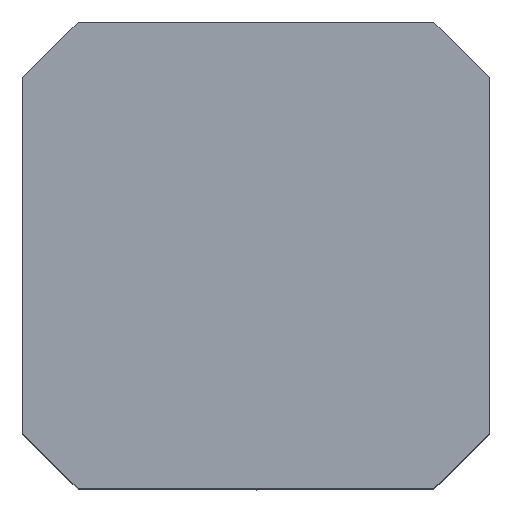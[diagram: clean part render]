
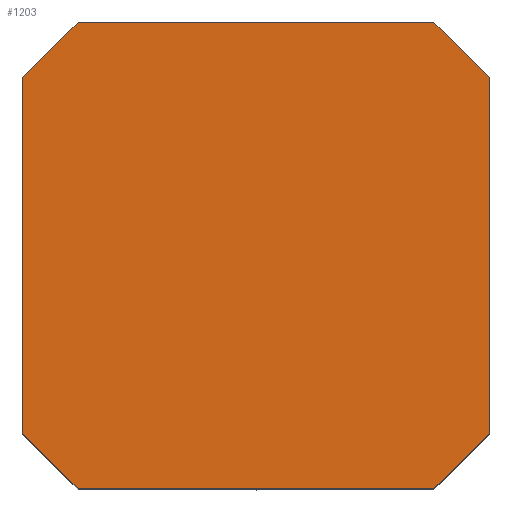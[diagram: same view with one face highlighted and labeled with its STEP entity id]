
A CAD part, top view. The second image highlights one B-rep face of the part: STEP entity #1203.
In plain terms, the highlighted planar face has unit normal (0, 0, 1).
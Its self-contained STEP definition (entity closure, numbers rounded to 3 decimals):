
#34 = VECTOR ( 'NONE', #1307, 1000. ) ;
#60 = ORIENTED_EDGE ( 'NONE', *, *, #381, .T. ) ;
#62 = CARTESIAN_POINT ( 'NONE',  ( 18.65, -18.65, 48. ) ) ;
#68 = CARTESIAN_POINT ( 'NONE',  ( 21.15, 21.15, 48. ) ) ;
#93 = VECTOR ( 'NONE', #301, 1000. ) ;
#115 = EDGE_CURVE ( 'NONE', #375, #1087, #986, .T. ) ;
#118 = FACE_OUTER_BOUND ( 'NONE', #439, .T. ) ;
#203 = ORIENTED_EDGE ( 'NONE', *, *, #876, .T. ) ;
#217 = ORIENTED_EDGE ( 'NONE', *, *, #960, .T. ) ;
#219 = EDGE_CURVE ( 'NONE', #883, #1258, #325, .T. ) ;
#227 = VECTOR ( 'NONE', #621, 1000. ) ;
#276 = CARTESIAN_POINT ( 'NONE',  ( 18.65, 18.65, 48. ) ) ;
#277 = EDGE_CURVE ( 'NONE', #322, #883, #403, .T. ) ;
#281 = CARTESIAN_POINT ( 'NONE',  ( -21.15, -21.15, 48. ) ) ;
#293 = CARTESIAN_POINT ( 'NONE',  ( 0., 0., 48. ) ) ;
#301 = DIRECTION ( 'NONE',  ( 0., -1., 0. ) ) ;
#306 = CARTESIAN_POINT ( 'NONE',  ( -16.15, 21.15, 48. ) ) ;
#322 = VERTEX_POINT ( 'NONE', #306 ) ;
#323 = DIRECTION ( 'NONE',  ( 0.707, -0.707, 0. ) ) ;
#325 = LINE ( 'NONE', #730, #93 ) ;
#326 = CARTESIAN_POINT ( 'NONE',  ( -21.15, -16.15, 48. ) ) ;
#369 = VECTOR ( 'NONE', #548, 1000. ) ;
#375 = VERTEX_POINT ( 'NONE', #632 ) ;
#381 = EDGE_CURVE ( 'NONE', #1249, #404, #1178, .T. ) ;
#403 = LINE ( 'NONE', #601, #1044 ) ;
#404 = VERTEX_POINT ( 'NONE', #1074 ) ;
#406 = CARTESIAN_POINT ( 'NONE',  ( -21.15, 21.15, 48. ) ) ;
#407 = EDGE_CURVE ( 'NONE', #1087, #1249, #735, .T. ) ;
#439 = EDGE_LOOP ( 'NONE', ( #582, #203, #1136, #866, #60, #1168, #217, #1224 ) ) ;
#467 = VERTEX_POINT ( 'NONE', #1287 ) ;
#500 = LINE ( 'NONE', #276, #840 ) ;
#508 = DIRECTION ( 'NONE',  ( -0.707, 0.707, 0. ) ) ;
#515 = DIRECTION ( 'NONE',  ( 1., 0., 0. ) ) ;
#528 = DIRECTION ( 'NONE',  ( -0.707, -0.707, 0. ) ) ;
#548 = DIRECTION ( 'NONE',  ( 0.707, 0.707, 0. ) ) ;
#551 = AXIS2_PLACEMENT_3D ( 'NONE', #293, #700, #515 ) ;
#582 = ORIENTED_EDGE ( 'NONE', *, *, #219, .T. ) ;
#601 = CARTESIAN_POINT ( 'NONE',  ( -18.65, 18.65, 48. ) ) ;
#605 = CARTESIAN_POINT ( 'NONE',  ( 21.15, -16.15, 48. ) ) ;
#610 = PLANE ( 'NONE',  #551 ) ;
#614 = CARTESIAN_POINT ( 'NONE',  ( -18.65, -18.65, 48. ) ) ;
#621 = DIRECTION ( 'NONE',  ( -1., 0., 0. ) ) ;
#632 = CARTESIAN_POINT ( 'NONE',  ( -16.15, -21.15, 48. ) ) ;
#700 = DIRECTION ( 'NONE',  ( 0., 0., 1. ) ) ;
#708 = VECTOR ( 'NONE', #323, 1000. ) ;
#730 = CARTESIAN_POINT ( 'NONE',  ( -21.15, 21.15, 48. ) ) ;
#735 = LINE ( 'NONE', #62, #369 ) ;
#764 = EDGE_CURVE ( 'NONE', #404, #467, #500, .T. ) ;
#824 = LINE ( 'NONE', #614, #708 ) ;
#840 = VECTOR ( 'NONE', #508, 1000. ) ;
#866 = ORIENTED_EDGE ( 'NONE', *, *, #407, .T. ) ;
#870 = CARTESIAN_POINT ( 'NONE',  ( 16.15, -21.15, 48. ) ) ;
#876 = EDGE_CURVE ( 'NONE', #1258, #375, #824, .T. ) ;
#883 = VERTEX_POINT ( 'NONE', #940 ) ;
#940 = CARTESIAN_POINT ( 'NONE',  ( -21.15, 16.15, 48. ) ) ;
#960 = EDGE_CURVE ( 'NONE', #467, #322, #1017, .T. ) ;
#986 = LINE ( 'NONE', #281, #34 ) ;
#1017 = LINE ( 'NONE', #406, #227 ) ;
#1042 = DIRECTION ( 'NONE',  ( 0., 1., 0. ) ) ;
#1044 = VECTOR ( 'NONE', #528, 1000. ) ;
#1074 = CARTESIAN_POINT ( 'NONE',  ( 21.15, 16.15, 48. ) ) ;
#1087 = VERTEX_POINT ( 'NONE', #870 ) ;
#1136 = ORIENTED_EDGE ( 'NONE', *, *, #115, .T. ) ;
#1168 = ORIENTED_EDGE ( 'NONE', *, *, #764, .T. ) ;
#1178 = LINE ( 'NONE', #68, #1293 ) ;
#1203 = ADVANCED_FACE ( 'NONE', ( #118 ), #610, .T. ) ;
#1224 = ORIENTED_EDGE ( 'NONE', *, *, #277, .T. ) ;
#1249 = VERTEX_POINT ( 'NONE', #605 ) ;
#1258 = VERTEX_POINT ( 'NONE', #326 ) ;
#1287 = CARTESIAN_POINT ( 'NONE',  ( 16.15, 21.15, 48. ) ) ;
#1293 = VECTOR ( 'NONE', #1042, 1000. ) ;
#1307 = DIRECTION ( 'NONE',  ( 1., 0., 0. ) ) ;
